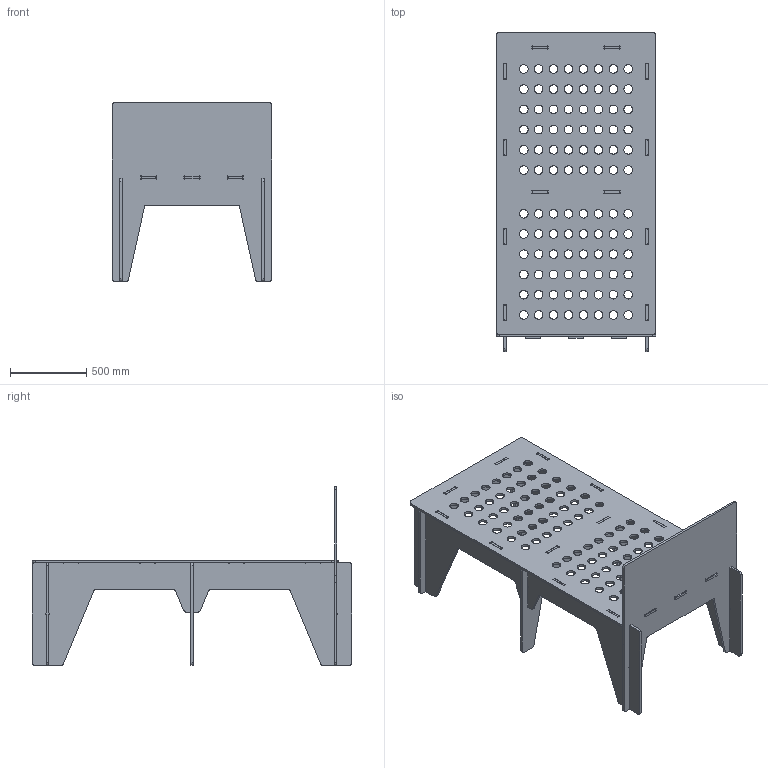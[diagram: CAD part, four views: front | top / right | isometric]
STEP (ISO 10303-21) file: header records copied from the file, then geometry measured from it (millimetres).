
FILE_DESCRIPTION(/* description */ (''),/* implementation_level */ '2;1');
FILE_NAME(/* name */ 'VESTO-~2',/* time_stamp */ '2020-05-15T14:41:59-04:00',/* author */ (''),/* organization */ (''),/* preprocessor_version */ 'ST-DEVELOPER v16.5',/* originating_system */ '',/* authorisation */ '');
FILE_SCHEMA (('AUTOMOTIVE_DESIGN'));
Length unit declared in the file: millimetre
Products named in the file (1): Document
Bounding box: 1050 x 2100 x 1176 mm (x, y, z)
Volume: 71875446.1 mm3; surface area: 10393897.4 mm2
Topology: 6 solids, 6 shells, 832 faces, 2460 edges, 1640 vertices
Faces by surface type: bspline 820, plane 12
Entity records: 28050 total; most frequent: CARTESIAN_POINT 16014, ORIENTED_EDGE 4920, EDGE_CURVE 2460, VERTEX_POINT 1640, EDGE_LOOP 1054, ADVANCED_FACE 832, FACE_OUTER_BOUND 832, FACE_BOUND 222
